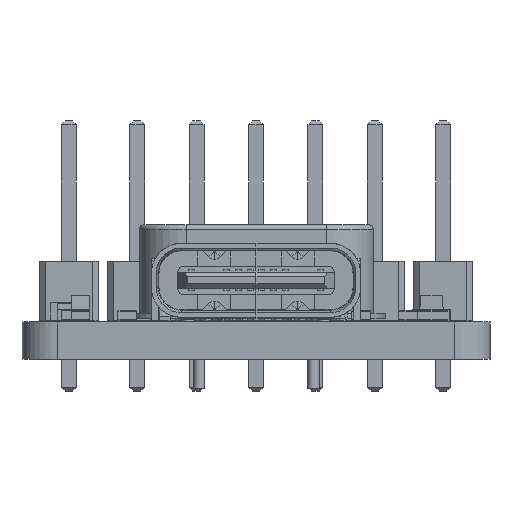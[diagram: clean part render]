
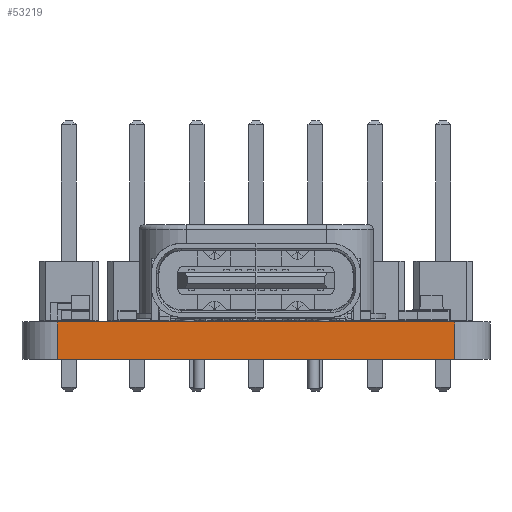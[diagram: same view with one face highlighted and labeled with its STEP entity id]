
A CAD part, left-side view. The second image highlights one B-rep face of the part: STEP entity #53219.
In plain terms, the highlighted planar face has unit normal (-1, 0, 0).
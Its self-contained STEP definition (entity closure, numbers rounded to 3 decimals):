
#52316 = VERTEX_POINT('',#52317);
#52317 = CARTESIAN_POINT('',(-2.,0.5,0.));
#52324 = EDGE_CURVE('',#52325,#52316,#52327,.T.);
#52325 = VERTEX_POINT('',#52326);
#52326 = CARTESIAN_POINT('',(-2.,-16.5,0.));
#52327 = LINE('',#52328,#52329);
#52328 = CARTESIAN_POINT('',(-2.,-16.5,0.));
#52329 = VECTOR('',#52330,1.);
#52330 = DIRECTION('',(0.,1.,0.));
#52754 = VERTEX_POINT('',#52755);
#52755 = CARTESIAN_POINT('',(-2.,0.5,1.6));
#52762 = EDGE_CURVE('',#52763,#52754,#52765,.T.);
#52763 = VERTEX_POINT('',#52764);
#52764 = CARTESIAN_POINT('',(-2.,-16.5,1.6));
#52765 = LINE('',#52766,#52767);
#52766 = CARTESIAN_POINT('',(-2.,-16.5,1.6));
#52767 = VECTOR('',#52768,1.);
#52768 = DIRECTION('',(0.,1.,0.));
#53189 = EDGE_CURVE('',#52316,#52754,#53190,.T.);
#53190 = LINE('',#53191,#53192);
#53191 = CARTESIAN_POINT('',(-2.,0.5,0.));
#53192 = VECTOR('',#53193,1.);
#53193 = DIRECTION('',(0.,0.,1.));
#53219 = ADVANCED_FACE('',(#53220),#53231,.T.);
#53220 = FACE_BOUND('',#53221,.T.);
#53221 = EDGE_LOOP('',(#53222,#53228,#53229,#53230));
#53222 = ORIENTED_EDGE('',*,*,#53223,.T.);
#53223 = EDGE_CURVE('',#52325,#52763,#53224,.T.);
#53224 = LINE('',#53225,#53226);
#53225 = CARTESIAN_POINT('',(-2.,-16.5,0.));
#53226 = VECTOR('',#53227,1.);
#53227 = DIRECTION('',(0.,0.,1.));
#53228 = ORIENTED_EDGE('',*,*,#52762,.T.);
#53229 = ORIENTED_EDGE('',*,*,#53189,.F.);
#53230 = ORIENTED_EDGE('',*,*,#52324,.F.);
#53231 = PLANE('',#53232);
#53232 = AXIS2_PLACEMENT_3D('',#53233,#53234,#53235);
#53233 = CARTESIAN_POINT('',(-2.,-16.5,0.));
#53234 = DIRECTION('',(-1.,0.,0.));
#53235 = DIRECTION('',(0.,1.,0.));
